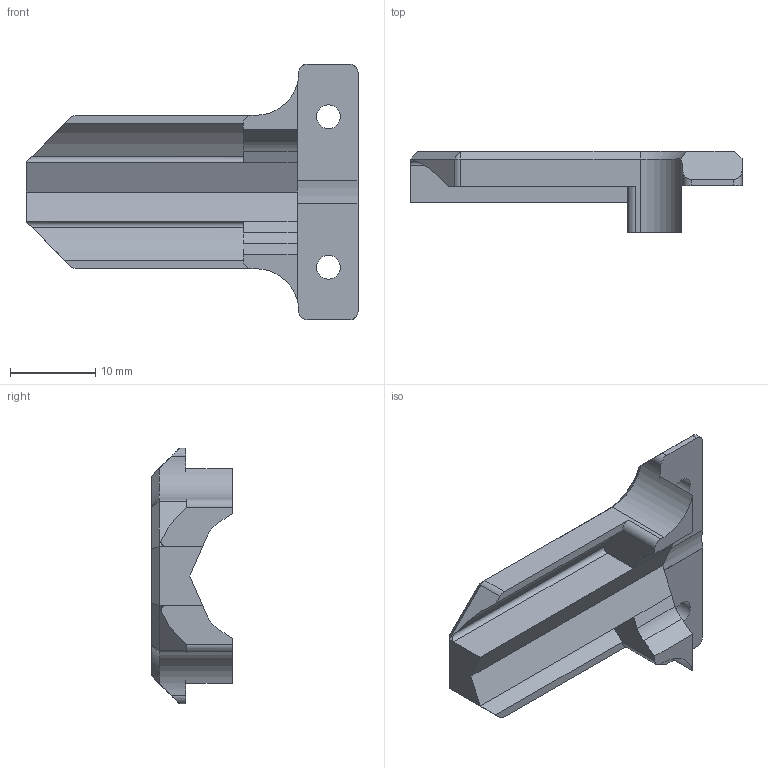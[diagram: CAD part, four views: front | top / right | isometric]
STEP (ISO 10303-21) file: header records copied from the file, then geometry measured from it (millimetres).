
FILE_DESCRIPTION (( 'STEP AP214' ), '1' );
FILE_NAME ('NOIDCORE_Pusher_Guide_Low_Straight_V1.STEP', '2023-03-21T18:22:10', ( '' ), ( '' ), 'SwSTEP 2.0', 'SolidWorks 2020', '' );
FILE_SCHEMA (( 'AUTOMOTIVE_DESIGN' ));
Length unit declared in the file: millimetre
Products named in the file (1): NOIDCORE_Pusher_Guide_Low_Straight_V1
Bounding box: 38.94 x 9.5 x 30 mm (x, y, z)
Volume: 3047.3 mm3; surface area: 2612.4 mm2
Topology: 1 solids, 1 shells, 317 faces, 885 edges, 586 vertices
Faces by surface type: plane 160, bspline 128, cylinder 25, cone 4
Entity records: 13311 total; most frequent: CARTESIAN_POINT 5999, ORIENTED_EDGE 1770, DIRECTION 1045, EDGE_CURVE 885, VERTEX_POINT 586, VECTOR 565, LINE 565, EDGE_LOOP 337
